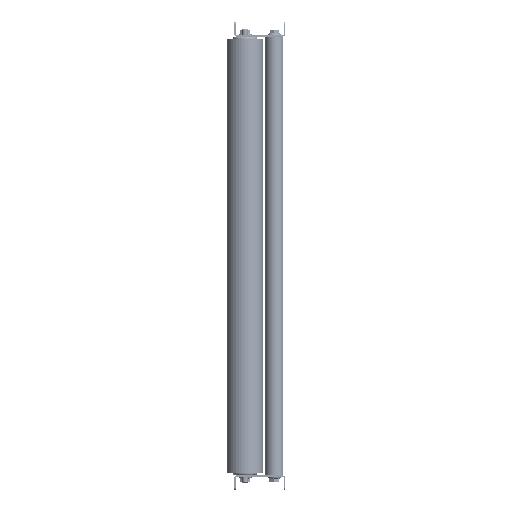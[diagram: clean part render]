
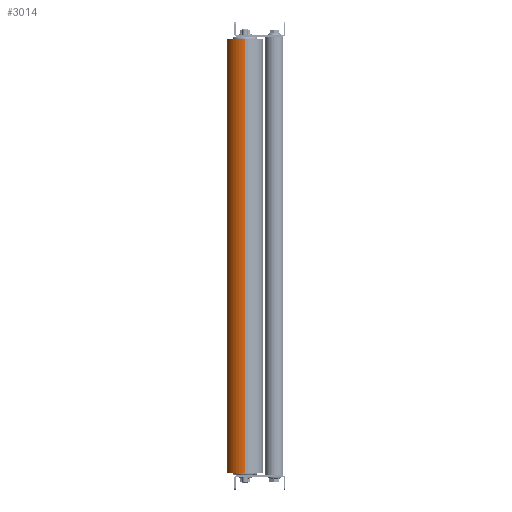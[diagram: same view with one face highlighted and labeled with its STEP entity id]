
A CAD part, left-side view. The second image highlights one B-rep face of the part: STEP entity #3014.
In plain terms, the highlighted cylindrical face has radius 25 mm (diameter 50 mm), a partial arc.
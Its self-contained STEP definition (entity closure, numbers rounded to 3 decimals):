
#1304 = ORIENTED_EDGE ( 'NONE', *, *, #5774, .T. ) ;
#1312 = AXIS2_PLACEMENT_3D ( 'NONE', #45049, #45579, #1896 ) ;
#1896 = DIRECTION ( 'NONE',  ( 0., 0., -1. ) ) ;
#1977 = DIRECTION ( 'NONE',  ( -1., 0., 0. ) ) ;
#2917 = VECTOR ( 'NONE', #45365, 1000. ) ;
#3014 = ADVANCED_FACE ( 'Fl�che1', ( #38269 ), #46638, .T. ) ;
#4972 = ORIENTED_EDGE ( 'NONE', *, *, #39111, .T. ) ;
#5774 = EDGE_CURVE ( 'NONE', #21920, #37169, #5901, .T. ) ;
#5901 = LINE ( 'NONE', #34678, #26887 ) ;
#6609 = DIRECTION ( 'NONE',  ( -1., 0., 0. ) ) ;
#11073 = CARTESIAN_POINT ( 'NONE',  ( 592.6, 0., 0. ) ) ;
#18762 = CARTESIAN_POINT ( 'NONE',  ( 592.6, 0., 25. ) ) ;
#20474 = DIRECTION ( 'NONE',  ( 1., 0., 0. ) ) ;
#20861 = EDGE_CURVE ( 'NONE', #21920, #21484, #43072, .T. ) ;
#21484 = VERTEX_POINT ( 'NONE', #18762 ) ;
#21920 = VERTEX_POINT ( 'NONE', #47782 ) ;
#24510 = LINE ( 'NONE', #37522, #2917 ) ;
#24577 = ORIENTED_EDGE ( 'NONE', *, *, #20861, .F. ) ;
#25564 = EDGE_LOOP ( 'NONE', ( #24577, #1304, #4972, #48373 ) ) ;
#26887 = VECTOR ( 'NONE', #1977, 1000. ) ;
#27283 = AXIS2_PLACEMENT_3D ( 'NONE', #11073, #6609, #50335 ) ;
#29089 = AXIS2_PLACEMENT_3D ( 'NONE', #48533, #20474, #36665 ) ;
#29216 = VERTEX_POINT ( 'NONE', #33057 ) ;
#33057 = CARTESIAN_POINT ( 'NONE',  ( 0., 0., 25. ) ) ;
#34678 = CARTESIAN_POINT ( 'NONE',  ( 592.6, 0., -25. ) ) ;
#36665 = DIRECTION ( 'NONE',  ( 0., 0., -1. ) ) ;
#37169 = VERTEX_POINT ( 'NONE', #37954 ) ;
#37522 = CARTESIAN_POINT ( 'NONE',  ( 592.6, 0., 25. ) ) ;
#37954 = CARTESIAN_POINT ( 'NONE',  ( 0., 0., -25. ) ) ;
#38269 = FACE_OUTER_BOUND ( 'NONE', #25564, .T. ) ;
#39111 = EDGE_CURVE ( 'NONE', #37169, #29216, #44128, .T. ) ;
#43072 = CIRCLE ( 'NONE', #1312, 25. ) ;
#44128 = CIRCLE ( 'NONE', #29089, 25. ) ;
#44980 = EDGE_CURVE ( 'NONE', #21484, #29216, #24510, .T. ) ;
#45049 = CARTESIAN_POINT ( 'NONE',  ( 592.6, 0., 0. ) ) ;
#45365 = DIRECTION ( 'NONE',  ( -1., 0., 0. ) ) ;
#45579 = DIRECTION ( 'NONE',  ( 1., 0., 0. ) ) ;
#46638 = CYLINDRICAL_SURFACE ( 'NONE', #27283, 25. ) ;
#47782 = CARTESIAN_POINT ( 'NONE',  ( 592.6, 0., -25. ) ) ;
#48373 = ORIENTED_EDGE ( 'NONE', *, *, #44980, .F. ) ;
#48533 = CARTESIAN_POINT ( 'NONE',  ( 0., 0., 0. ) ) ;
#50335 = DIRECTION ( 'NONE',  ( 0., 0., 1. ) ) ;
